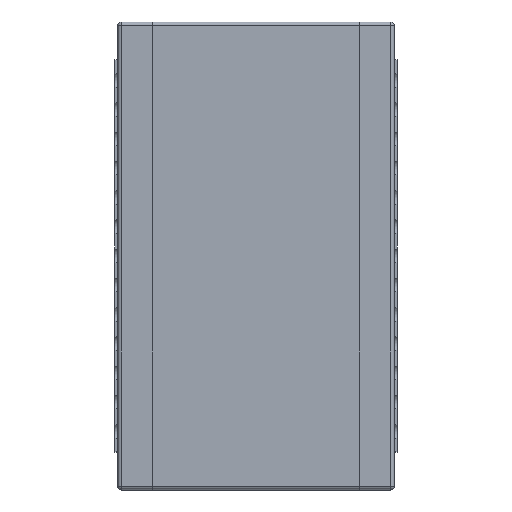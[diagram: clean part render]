
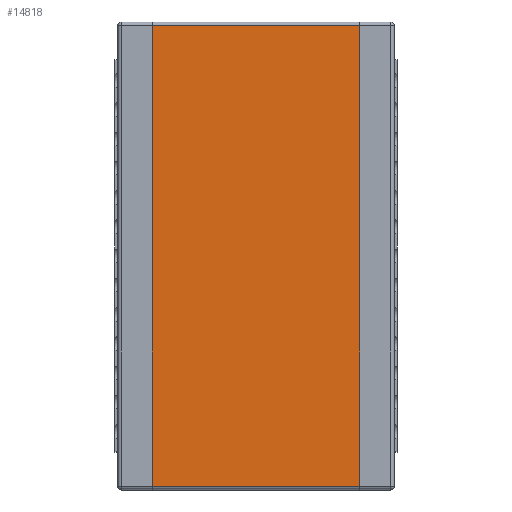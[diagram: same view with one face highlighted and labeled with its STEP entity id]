
A CAD part, top view. The second image highlights one B-rep face of the part: STEP entity #14818.
In plain terms, the highlighted planar face has unit normal (0, 0, 1).
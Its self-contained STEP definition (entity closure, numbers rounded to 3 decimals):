
#289=PLANE('',#15684);
#730=FACE_OUTER_BOUND('',#1578,.T.);
#1578=EDGE_LOOP('',(#10017,#10018,#10019,#10020));
#2661=LINE('',#21973,#4121);
#2663=LINE('',#21979,#4123);
#2664=LINE('',#21981,#4124);
#2665=LINE('',#21982,#4125);
#4121=VECTOR('',#17301,10.);
#4123=VECTOR('',#17307,10.);
#4124=VECTOR('',#17308,10.);
#4125=VECTOR('',#17309,10.);
#6342=VERTEX_POINT('',#21970);
#6343=VERTEX_POINT('',#21972);
#6345=VERTEX_POINT('',#21978);
#6346=VERTEX_POINT('',#21980);
#7798=EDGE_CURVE('',#6342,#6343,#2661,.T.);
#7801=EDGE_CURVE('',#6342,#6345,#2663,.T.);
#7802=EDGE_CURVE('',#6346,#6345,#2664,.T.);
#7803=EDGE_CURVE('',#6346,#6343,#2665,.T.);
#10017=ORIENTED_EDGE('',*,*,#7798,.F.);
#10018=ORIENTED_EDGE('',*,*,#7801,.T.);
#10019=ORIENTED_EDGE('',*,*,#7802,.F.);
#10020=ORIENTED_EDGE('',*,*,#7803,.T.);
#14818=ADVANCED_FACE('',(#730),#289,.T.);
#15684=AXIS2_PLACEMENT_3D('',#21977,#17305,#17306);
#17301=DIRECTION('',(1.,0.,0.));
#17305=DIRECTION('center_axis',(0.,0.,1.));
#17306=DIRECTION('ref_axis',(1.,0.,0.));
#17307=DIRECTION('',(0.,-1.,0.));
#17308=DIRECTION('',(-1.,0.,0.));
#17309=DIRECTION('',(0.,1.,0.));
#21970=CARTESIAN_POINT('',(-9.,20.,16.));
#21972=CARTESIAN_POINT('',(9.,20.,16.));
#21973=CARTESIAN_POINT('',(4.5,20.,16.));
#21977=CARTESIAN_POINT('Origin',(0.,0.,16.));
#21978=CARTESIAN_POINT('',(-9.,-20.,16.));
#21979=CARTESIAN_POINT('',(-9.,-20.3,16.));
#21980=CARTESIAN_POINT('',(9.,-20.,16.));
#21981=CARTESIAN_POINT('',(-4.5,-20.,16.));
#21982=CARTESIAN_POINT('',(9.,20.3,16.));
